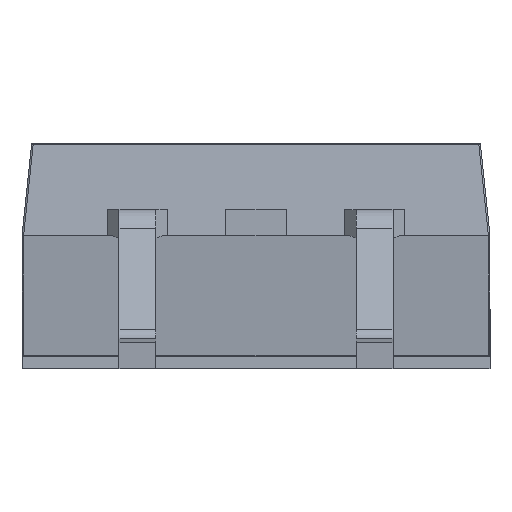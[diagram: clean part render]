
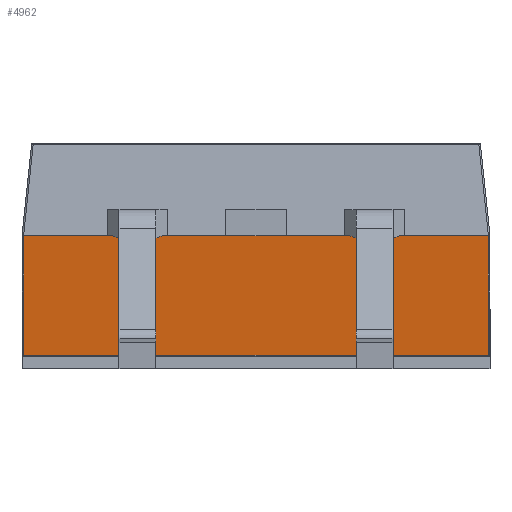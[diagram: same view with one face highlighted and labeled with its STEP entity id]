
A CAD part, front view. The second image highlights one B-rep face of the part: STEP entity #4962.
In plain terms, the highlighted planar face has unit normal (0, -0.995, -0.104).
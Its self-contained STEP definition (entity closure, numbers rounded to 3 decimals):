
#172 = EDGE_CURVE ( 'NONE', #2140, #3510, #4834, .T. ) ;
#253 = CARTESIAN_POINT ( 'NONE',  ( -2.505, -3.096, 0.285 ) ) ;
#379 = ORIENTED_EDGE ( 'NONE', *, *, #172, .F. ) ;
#428 = CARTESIAN_POINT ( 'NONE',  ( 4.975, -3.096, 0.285 ) ) ;
#627 = CARTESIAN_POINT ( 'NONE',  ( -4.975, -3.365, 2.845 ) ) ;
#837 = AXIS2_PLACEMENT_3D ( 'NONE', #3607, #4596, #1397 ) ;
#916 = ORIENTED_EDGE ( 'NONE', *, *, #1911, .T. ) ;
#977 = CARTESIAN_POINT ( 'NONE',  ( -4.975, -3.096, 0.285 ) ) ;
#1107 = CARTESIAN_POINT ( 'NONE',  ( 4.975, -3.229, 1.55 ) ) ;
#1256 = PLANE ( 'NONE',  #837 ) ;
#1355 = DIRECTION ( 'NONE',  ( 1., 0., 0. ) ) ;
#1397 = DIRECTION ( 'NONE',  ( 0., 0.105, -0.995 ) ) ;
#1643 = ORIENTED_EDGE ( 'NONE', *, *, #3085, .T. ) ;
#1691 = FACE_OUTER_BOUND ( 'NONE', #2031, .T. ) ;
#1911 = EDGE_CURVE ( 'NONE', #4972, #4482, #4685, .T. ) ;
#2031 = EDGE_LOOP ( 'NONE', ( #2483, #379, #1643, #916 ) ) ;
#2105 = LINE ( 'NONE', #3976, #4484 ) ;
#2140 = VERTEX_POINT ( 'NONE', #627 ) ;
#2474 = LINE ( 'NONE', #1107, #3464 ) ;
#2483 = ORIENTED_EDGE ( 'NONE', *, *, #3227, .T. ) ;
#2612 = DIRECTION ( 'NONE',  ( 0., 0.105, -0.995 ) ) ;
#2668 = CARTESIAN_POINT ( 'NONE',  ( -2.505, -3.365, 2.845 ) ) ;
#2784 = CARTESIAN_POINT ( 'NONE',  ( 4.975, -3.365, 2.845 ) ) ;
#2940 = DIRECTION ( 'NONE',  ( 1., 0., 0. ) ) ;
#3085 = EDGE_CURVE ( 'NONE', #2140, #4972, #2105, .T. ) ;
#3227 = EDGE_CURVE ( 'NONE', #4482, #3510, #2474, .T. ) ;
#3464 = VECTOR ( 'NONE', #5082, 1000. ) ;
#3510 = VERTEX_POINT ( 'NONE', #2784 ) ;
#3607 = CARTESIAN_POINT ( 'NONE',  ( -2.505, -3.229, 1.55 ) ) ;
#3781 = VECTOR ( 'NONE', #1355, 1000. ) ;
#3976 = CARTESIAN_POINT ( 'NONE',  ( -4.975, -3.229, 1.55 ) ) ;
#4482 = VERTEX_POINT ( 'NONE', #428 ) ;
#4484 = VECTOR ( 'NONE', #2612, 1000. ) ;
#4596 = DIRECTION ( 'NONE',  ( 0., -0.995, -0.105 ) ) ;
#4685 = LINE ( 'NONE', #253, #5663 ) ;
#4834 = LINE ( 'NONE', #2668, #3781 ) ;
#4962 = ADVANCED_FACE ( 'NONE', ( #1691 ), #1256, .T. ) ;
#4972 = VERTEX_POINT ( 'NONE', #977 ) ;
#5082 = DIRECTION ( 'NONE',  ( 0., -0.105, 0.995 ) ) ;
#5663 = VECTOR ( 'NONE', #2940, 1000. ) ;
